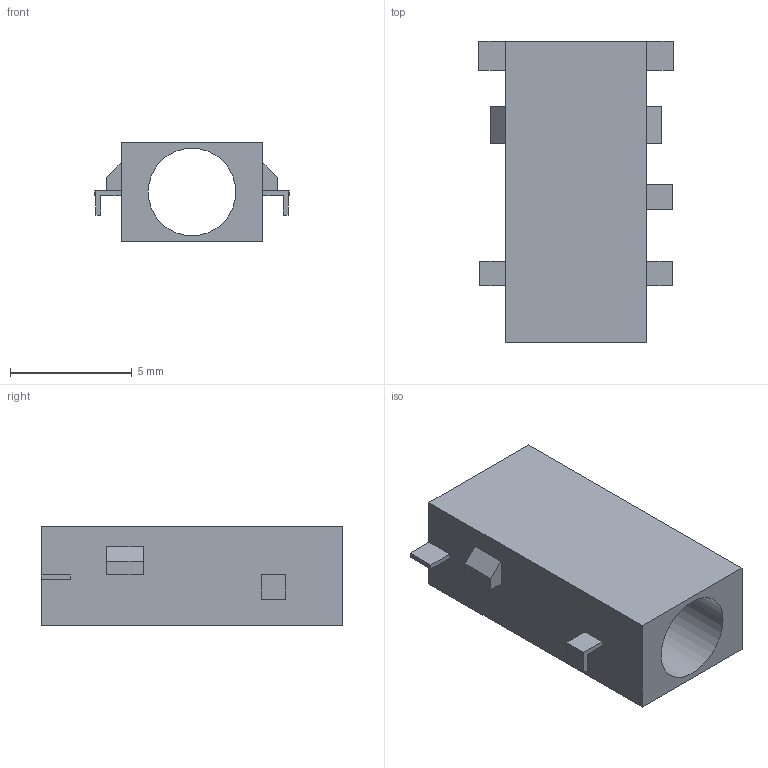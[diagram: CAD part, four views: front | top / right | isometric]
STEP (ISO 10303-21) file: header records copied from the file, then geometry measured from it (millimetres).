
FILE_DESCRIPTION(/* description */ (''),/* implementation_level */ '2;1');
FILE_NAME(/* name */ 'PJ-398A-5A.step',/* time_stamp */ '2024-04-24T22:52:42+09:00',/* author */ (''),/* organization */ (''),/* preprocessor_version */ 'ST-DEVELOPER v20',/* originating_system */ 'Autodesk Translation Framework v12.20.1.177',/* authorisation */ '');
FILE_SCHEMA (('AUTOMOTIVE_DESIGN { 1 0 10303 214 3 1 1 }'));
Length unit declared in the file: millimetre
Products named in the file (1): PJ-398A-5A
Bounding box: 8 x 12.4 x 4.1 mm (x, y, z)
Volume: 171.9 mm3; surface area: 439.5 mm2
Topology: 6 solids, 6 shells, 55 faces, 123 edges, 82 vertices
Faces by surface type: plane 54, cylinder 1
Full cylindrical faces by diameter (mm): 3.6 x1
Entity records: 1534 total; most frequent: CARTESIAN_POINT 261, ORIENTED_EDGE 246, DIRECTION 237, EDGE_CURVE 123, LINE 121, VECTOR 121, VERTEX_POINT 82, EDGE_LOOP 59
